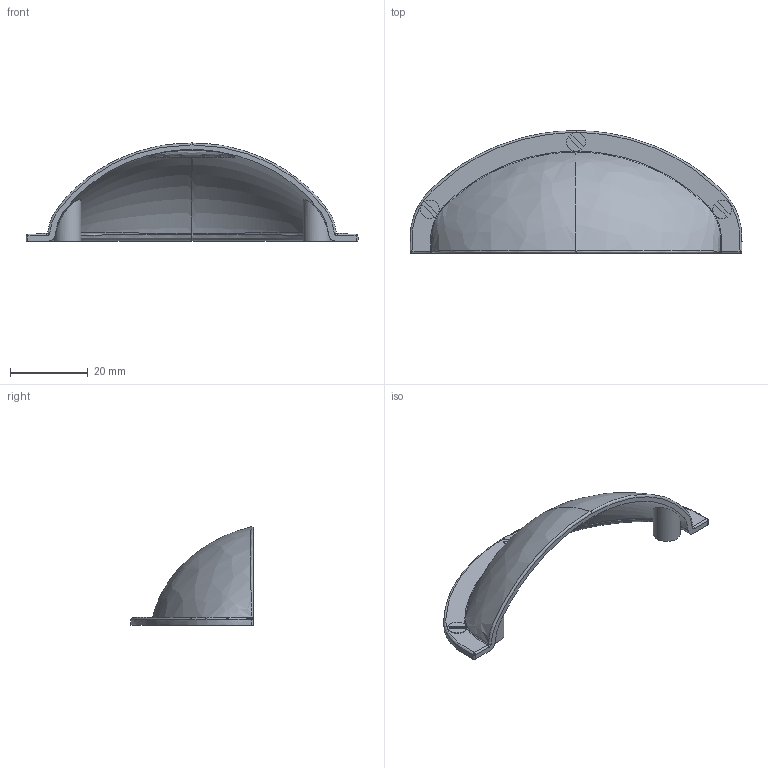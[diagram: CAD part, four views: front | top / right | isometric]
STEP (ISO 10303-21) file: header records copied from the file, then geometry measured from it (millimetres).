
FILE_DESCRIPTION(('Creo Elements/Direct Modeling STEP Export'),'2;1');
FILE_NAME('1760-85.stp','2021-05-26T13:30:20',(''),(''),'Creo Elements/Direct Modeling STEP processor for AP214 (Solid Model)','Creo Elements/Direct Modeling 20.0 12-Nov-2016 (C) Parametric Technology GmbH','');
FILE_SCHEMA(('AUTOMOTIVE_DESIGN { 1 0 10303 214 1 1 1 1 }'));
Products named in the file (2): ZN-10032
Assembly tree (1 placements, depth 2):
  ZN-10032
    ZN-10032
Bounding box: 85.2 x 31.5 x 25.18 mm (x, y, z)
Volume: 5903.3 mm3; surface area: 6515.2 mm2
Topology: 1 solids, 1 shells, 81 faces, 200 edges, 123 vertices
Faces by surface type: bspline 28, cylinder 22, plane 20, cone 8, extrusion 3
Entity records: 32625 total; most frequent: CARTESIAN_POINT 30980, ORIENTED_EDGE 392, DIRECTION 206, EDGE_CURVE 196, VERTEX_POINT 123, EDGE_LOOP 87, FACE_OUTER_BOUND 81, ADVANCED_FACE 81
